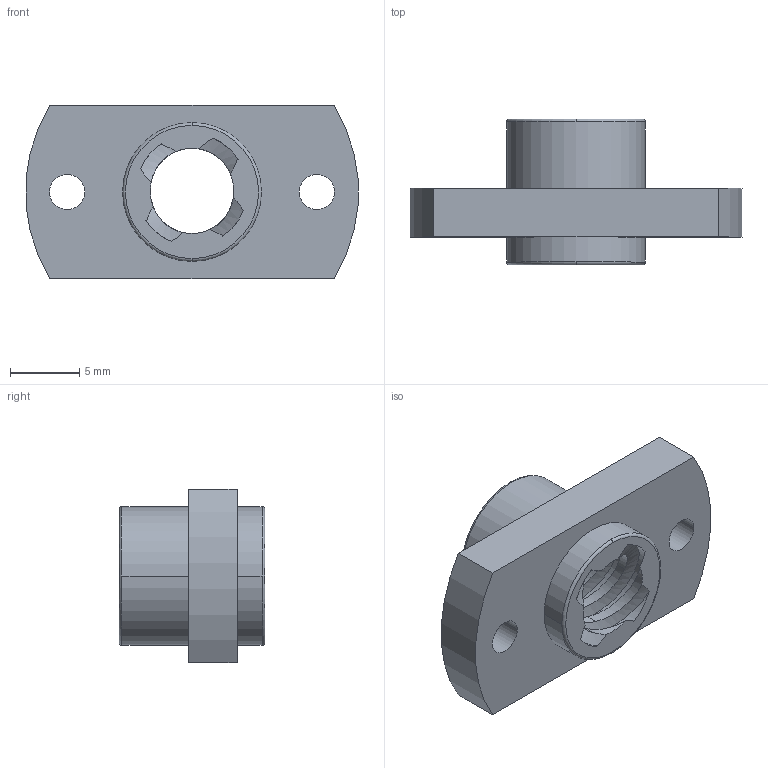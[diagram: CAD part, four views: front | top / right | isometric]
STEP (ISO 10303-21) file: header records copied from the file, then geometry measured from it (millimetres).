
FILE_DESCRIPTION (( 'STEP AP203' ), '1' );
FILE_NAME ('trapezova matka 8 placata.STEP', '2022-02-10T14:34:49', ( '' ), ( '' ), 'SwSTEP 2.0', 'SolidWorks 2021', '' );
FILE_SCHEMA (( 'CONFIG_CONTROL_DESIGN' ));
Length unit declared in the file: millimetre
Products named in the file (3): trapezova matka 8 placata; nut TR8x8 v7.step; Component1.step
Assembly tree (2 placements, depth 3):
  trapezova matka 8 placata
    nut TR8x8 v7.step
      Component1.step
Bounding box: 23.93 x 10.5 x 12.5 mm (x, y, z)
Volume: 1099.7 mm3; surface area: 1393.6 mm2
Topology: 1 solids, 1 shells, 73 faces, 207 edges, 138 vertices
Faces by surface type: cylinder 55, bspline 8, plane 6, torus 4
Entity records: 26888 total; most frequent: CARTESIAN_POINT 24890, ORIENTED_EDGE 414, DIRECTION 303, EDGE_CURVE 207, VERTEX_POINT 138, AXIS2_PLACEMENT_3D 125, EDGE_LOOP 81, FACE_OUTER_BOUND 73
